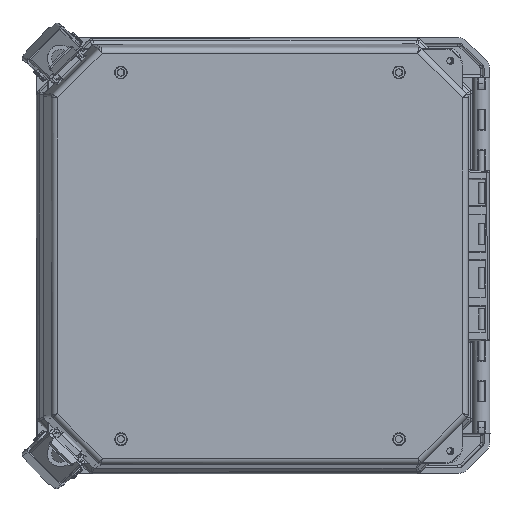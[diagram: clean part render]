
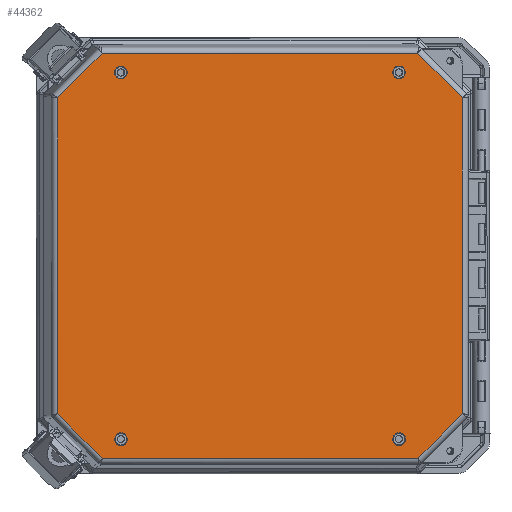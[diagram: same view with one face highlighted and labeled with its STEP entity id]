
A CAD part, top view. The second image highlights one B-rep face of the part: STEP entity #44362.
In plain terms, the highlighted face is planar.
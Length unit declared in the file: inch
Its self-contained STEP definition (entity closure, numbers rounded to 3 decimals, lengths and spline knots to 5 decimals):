
#444 = LINE ( 'NONE', #29473, #92367 ) ;
#2745 = ORIENTED_EDGE ( 'NONE', *, *, #58846, .T. ) ;
#3404 = DIRECTION ( 'NONE',  ( 1., 0., -0.017 ) ) ;
#3458 = LINE ( 'NONE', #19135, #69823 ) ;
#4710 = EDGE_CURVE ( 'NONE', #35474, #8890, #57555, .T. ) ;
#5507 = EDGE_CURVE ( 'NONE', #9869, #54357, #88251, .T. ) ;
#5880 = VECTOR ( 'NONE', #9220, 39.37008 ) ;
#6347 = VERTEX_POINT ( 'NONE', #93987 ) ;
#6875 = ORIENTED_EDGE ( 'NONE', *, *, #5507, .T. ) ;
#7523 = DIRECTION ( 'NONE',  ( 0.017, -0.017, 1. ) ) ;
#8890 = VERTEX_POINT ( 'NONE', #80240 ) ;
#9220 = DIRECTION ( 'NONE',  ( 1., 0., -0.017 ) ) ;
#9659 = CARTESIAN_POINT ( 'NONE',  ( -6.75355, 0.03997, -4.1931 ) ) ;
#9869 = VERTEX_POINT ( 'NONE', #52659 ) ;
#10445 = EDGE_CURVE ( 'NONE', #26514, #35474, #86729, .T. ) ;
#12164 = DIRECTION ( 'NONE',  ( -0.707, -0.707, 0. ) ) ;
#12714 = EDGE_CURVE ( 'NONE', #24893, #61048, #83963, .T. ) ;
#14453 = DIRECTION ( 'NONE',  ( -0.017, 0.017, -1. ) ) ;
#15131 = DIRECTION ( 'NONE',  ( 0.017, -0.017, 1. ) ) ;
#15153 = DIRECTION ( 'NONE',  ( 0., 1., 0.017 ) ) ;
#15534 = CARTESIAN_POINT ( 'NONE',  ( -0.89044, 0.04176, -4.29542 ) ) ;
#16107 = ORIENTED_EDGE ( 'NONE', *, *, #10445, .T. ) ;
#16257 = EDGE_CURVE ( 'NONE', #61048, #24893, #26484, .T. ) ;
#17260 = EDGE_CURVE ( 'NONE', #62227, #26514, #23474, .T. ) ;
#17447 = CIRCLE ( 'NONE', #85894, 0.136 ) ;
#17881 = DIRECTION ( 'NONE',  ( 0.017, -0.017, 1. ) ) ;
#18160 = AXIS2_PLACEMENT_3D ( 'NONE', #9659, #75798, #38223 ) ;
#18704 = ORIENTED_EDGE ( 'NONE', *, *, #91895, .T. ) ;
#19135 = CARTESIAN_POINT ( 'NONE',  ( 0.61177, 1.82402, -4.29054 ) ) ;
#19337 = CARTESIAN_POINT ( 'NONE',  ( -0.34877, -0.37145, -4.31209 ) ) ;
#20900 = EDGE_CURVE ( 'NONE', #70061, #90791, #71955, .T. ) ;
#21286 = CIRCLE ( 'NONE', #37991, 0.136 ) ;
#21510 = CARTESIAN_POINT ( 'NONE',  ( -7.15924, -0.37352, -4.19323 ) ) ;
#21902 = DIRECTION ( 'NONE',  ( 1., 0., -0.017 ) ) ;
#22004 = ORIENTED_EDGE ( 'NONE', *, *, #20900, .T. ) ;
#22525 = DIRECTION ( 'NONE',  ( -1., 0., 0.017 ) ) ;
#23474 = LINE ( 'NONE', #29661, #59825 ) ;
#23512 = CARTESIAN_POINT ( 'NONE',  ( -6.88863, 8.3581, -4.04557 ) ) ;
#23622 = EDGE_LOOP ( 'NONE', ( #29638, #74961 ) ) ;
#24209 = CIRCLE ( 'NONE', #66812, 0.136 ) ;
#24893 = VERTEX_POINT ( 'NONE', #60168 ) ;
#25178 = VECTOR ( 'NONE', #79030, 39.37008 ) ;
#26484 = CIRCLE ( 'NONE', #79633, 0.136 ) ;
#26514 = VERTEX_POINT ( 'NONE', #65211 ) ;
#27005 = FACE_BOUND ( 'NONE', #45846, .T. ) ;
#29473 = CARTESIAN_POINT ( 'NONE',  ( -8.11977, 7.39803, -4.04083 ) ) ;
#29638 = ORIENTED_EDGE ( 'NONE', *, *, #12714, .T. ) ;
#29661 = CARTESIAN_POINT ( 'NONE',  ( -6.88863, -0.37344, -4.19795 ) ) ;
#32192 = CARTESIAN_POINT ( 'NONE',  ( -6.75355, 7.94477, -4.05514 ) ) ;
#32743 = CIRCLE ( 'NONE', #52497, 0.136 ) ;
#33295 = EDGE_CURVE ( 'NONE', #49235, #50138, #17447, .T. ) ;
#35474 = VERTEX_POINT ( 'NONE', #82211 ) ;
#35898 = CARTESIAN_POINT ( 'NONE',  ( -6.88863, 1.82174, -4.15964 ) ) ;
#36590 = VECTOR ( 'NONE', #50074, 39.37008 ) ;
#36848 = FACE_BOUND ( 'NONE', #50118, .T. ) ;
#37634 = ORIENTED_EDGE ( 'NONE', *, *, #4710, .T. ) ;
#37991 = AXIS2_PLACEMENT_3D ( 'NONE', #75461, #62128, #84027 ) ;
#38223 = DIRECTION ( 'NONE',  ( 1., 0., -0.017 ) ) ;
#39804 = DIRECTION ( 'NONE',  ( 0., -1., -0.017 ) ) ;
#43322 = EDGE_CURVE ( 'NONE', #90791, #70061, #77431, .T. ) ;
#43413 = EDGE_CURVE ( 'NONE', #49705, #6347, #3458, .T. ) ;
#44261 = LINE ( 'NONE', #93337, #25178 ) ;
#44362 = ADVANCED_FACE ( 'NONE', ( #81080, #27005, #36848, #86366, #79674 ), #57334, .T. ) ;
#45637 = ORIENTED_EDGE ( 'NONE', *, *, #17260, .T. ) ;
#45846 = EDGE_LOOP ( 'NONE', ( #55892, #90914 ) ) ;
#46046 = ORIENTED_EDGE ( 'NONE', *, *, #73165, .T. ) ;
#46137 = ORIENTED_EDGE ( 'NONE', *, *, #43413, .T. ) ;
#49235 = VERTEX_POINT ( 'NONE', #72023 ) ;
#49705 = VERTEX_POINT ( 'NONE', #59027 ) ;
#50074 = DIRECTION ( 'NONE',  ( -0.707, 0.706, 0.025 ) ) ;
#50110 = CARTESIAN_POINT ( 'NONE',  ( -0.75446, 8.08258, -4.15746 ) ) ;
#50118 = EDGE_LOOP ( 'NONE', ( #80016, #18704 ) ) ;
#50138 = VERTEX_POINT ( 'NONE', #55318 ) ;
#50143 = DIRECTION ( 'NONE',  ( 0., -1., -0.017 ) ) ;
#50394 = CARTESIAN_POINT ( 'NONE',  ( -0.75446, 7.9466, -4.15984 ) ) ;
#50487 = CARTESIAN_POINT ( 'NONE',  ( -0.34877, 8.36009, -4.1597 ) ) ;
#50853 = DIRECTION ( 'NONE',  ( 0., -1., -0.017 ) ) ;
#52015 = CARTESIAN_POINT ( 'NONE',  ( -0.75446, 7.9466, -4.15984 ) ) ;
#52497 = AXIS2_PLACEMENT_3D ( 'NONE', #32192, #17881, #39804 ) ;
#52659 = CARTESIAN_POINT ( 'NONE',  ( -7.15924, 8.35802, -4.04084 ) ) ;
#54357 = VERTEX_POINT ( 'NONE', #50487 ) ;
#54377 = DIRECTION ( 'NONE',  ( 0., -1., -0.017 ) ) ;
#55318 = CARTESIAN_POINT ( 'NONE',  ( -6.75355, 7.80879, -4.05751 ) ) ;
#55892 = ORIENTED_EDGE ( 'NONE', *, *, #73164, .T. ) ;
#55963 = LINE ( 'NONE', #93076, #81356 ) ;
#56425 = EDGE_CURVE ( 'NONE', #54357, #49705, #44261, .T. ) ;
#57334 = PLANE ( 'NONE',  #86774 ) ;
#57463 = ORIENTED_EDGE ( 'NONE', *, *, #56425, .T. ) ;
#57555 = LINE ( 'NONE', #81303, #66623 ) ;
#58083 = CARTESIAN_POINT ( 'NONE',  ( -0.75446, 0.0418, -4.2978 ) ) ;
#58115 = AXIS2_PLACEMENT_3D ( 'NONE', #50394, #15131, #50853 ) ;
#58516 = DIRECTION ( 'NONE',  ( 0.707, 0.707, 0. ) ) ;
#58846 = EDGE_CURVE ( 'NONE', #8890, #9869, #444, .T. ) ;
#59027 = CARTESIAN_POINT ( 'NONE',  ( 0.61177, 7.40069, -4.19322 ) ) ;
#59825 = VECTOR ( 'NONE', #22525, 39.37008 ) ;
#60168 = CARTESIAN_POINT ( 'NONE',  ( -0.75446, 7.81062, -4.16221 ) ) ;
#61048 = VERTEX_POINT ( 'NONE', #50110 ) ;
#61663 = EDGE_CURVE ( 'NONE', #92132, #84826, #24209, .T. ) ;
#62128 = DIRECTION ( 'NONE',  ( 0.017, -0.017, 1. ) ) ;
#62227 = VERTEX_POINT ( 'NONE', #19337 ) ;
#62885 = CARTESIAN_POINT ( 'NONE',  ( -6.75355, 0.03997, -4.1931 ) ) ;
#65211 = CARTESIAN_POINT ( 'NONE',  ( -7.15924, -0.37352, -4.19323 ) ) ;
#66301 = DIRECTION ( 'NONE',  ( 0.017, -0.017, 1. ) ) ;
#66522 = CARTESIAN_POINT ( 'NONE',  ( -6.75355, 7.94477, -4.05514 ) ) ;
#66623 = VECTOR ( 'NONE', #15153, 39.37008 ) ;
#66812 = AXIS2_PLACEMENT_3D ( 'NONE', #58083, #87115, #21902 ) ;
#66996 = DIRECTION ( 'NONE',  ( 0., -1., -0.017 ) ) ;
#67804 = ORIENTED_EDGE ( 'NONE', *, *, #43322, .T. ) ;
#68747 = EDGE_LOOP ( 'NONE', ( #37634, #2745, #6875, #57463, #46137, #46046, #45637, #16107 ) ) ;
#69823 = VECTOR ( 'NONE', #54377, 39.37008 ) ;
#70061 = VERTEX_POINT ( 'NONE', #71790 ) ;
#71790 = CARTESIAN_POINT ( 'NONE',  ( -6.61757, 0.04002, -4.19547 ) ) ;
#71955 = CIRCLE ( 'NONE', #76524, 0.136 ) ;
#72023 = CARTESIAN_POINT ( 'NONE',  ( -6.75355, 8.08075, -4.05277 ) ) ;
#72534 = DIRECTION ( 'NONE',  ( -1., 0., 0.017 ) ) ;
#73164 = EDGE_CURVE ( 'NONE', #50138, #49235, #32743, .T. ) ;
#73165 = EDGE_CURVE ( 'NONE', #6347, #62227, #55963, .T. ) ;
#74451 = EDGE_LOOP ( 'NONE', ( #22004, #67804 ) ) ;
#74961 = ORIENTED_EDGE ( 'NONE', *, *, #16257, .T. ) ;
#75461 = CARTESIAN_POINT ( 'NONE',  ( -0.75446, 0.0418, -4.2978 ) ) ;
#75798 = DIRECTION ( 'NONE',  ( 0.017, -0.017, 1. ) ) ;
#76524 = AXIS2_PLACEMENT_3D ( 'NONE', #62885, #83836, #3404 ) ;
#77431 = CIRCLE ( 'NONE', #18160, 0.136 ) ;
#79030 = DIRECTION ( 'NONE',  ( 0.707, -0.706, -0.025 ) ) ;
#79633 = AXIS2_PLACEMENT_3D ( 'NONE', #52015, #66301, #50143 ) ;
#79674 = FACE_BOUND ( 'NONE', #23622, .T. ) ;
#80016 = ORIENTED_EDGE ( 'NONE', *, *, #61663, .T. ) ;
#80240 = CARTESIAN_POINT ( 'NONE',  ( -8.11977, 7.39803, -4.04083 ) ) ;
#81080 = FACE_OUTER_BOUND ( 'NONE', #68747, .T. ) ;
#81303 = CARTESIAN_POINT ( 'NONE',  ( -8.11977, 1.82136, -4.13816 ) ) ;
#81356 = VECTOR ( 'NONE', #12164, 39.37008 ) ;
#82211 = CARTESIAN_POINT ( 'NONE',  ( -8.11977, 0.58588, -4.15972 ) ) ;
#83836 = DIRECTION ( 'NONE',  ( 0.017, -0.017, 1. ) ) ;
#83963 = CIRCLE ( 'NONE', #58115, 0.136 ) ;
#84027 = DIRECTION ( 'NONE',  ( 1., 0., -0.017 ) ) ;
#84448 = CARTESIAN_POINT ( 'NONE',  ( -6.88953, 0.03993, -4.19072 ) ) ;
#84826 = VERTEX_POINT ( 'NONE', #15534 ) ;
#85894 = AXIS2_PLACEMENT_3D ( 'NONE', #66522, #7523, #66996 ) ;
#86366 = FACE_BOUND ( 'NONE', #74451, .T. ) ;
#86729 = LINE ( 'NONE', #21510, #36590 ) ;
#86774 = AXIS2_PLACEMENT_3D ( 'NONE', #35898, #14453, #72534 ) ;
#87115 = DIRECTION ( 'NONE',  ( 0.017, -0.017, 1. ) ) ;
#88251 = LINE ( 'NONE', #23512, #5880 ) ;
#89630 = CARTESIAN_POINT ( 'NONE',  ( -0.61848, 0.04184, -4.30017 ) ) ;
#90791 = VERTEX_POINT ( 'NONE', #84448 ) ;
#90914 = ORIENTED_EDGE ( 'NONE', *, *, #33295, .T. ) ;
#91895 = EDGE_CURVE ( 'NONE', #84826, #92132, #21286, .T. ) ;
#92132 = VERTEX_POINT ( 'NONE', #89630 ) ;
#92367 = VECTOR ( 'NONE', #58516, 39.37008 ) ;
#93076 = CARTESIAN_POINT ( 'NONE',  ( 0.61177, 0.58854, -4.3121 ) ) ;
#93337 = CARTESIAN_POINT ( 'NONE',  ( -0.34877, 8.36009, -4.1597 ) ) ;
#93987 = CARTESIAN_POINT ( 'NONE',  ( 0.61177, 0.58854, -4.3121 ) ) ;
